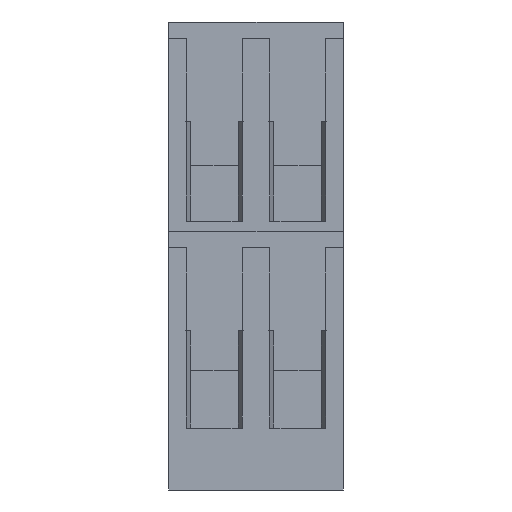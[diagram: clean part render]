
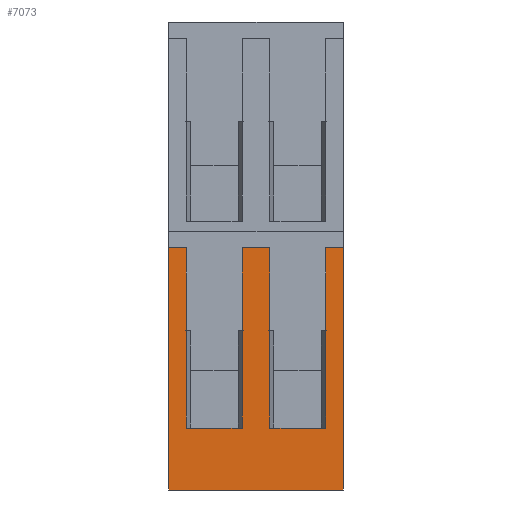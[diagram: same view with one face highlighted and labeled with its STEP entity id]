
A CAD part, left-side view. The second image highlights one B-rep face of the part: STEP entity #7073.
In plain terms, the highlighted planar face has unit normal (-1, 0, 0).
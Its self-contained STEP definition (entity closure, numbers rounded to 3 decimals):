
#191=FACE_OUTER_BOUND('',#597,.T.);
#597=EDGE_LOOP('',(#4957,#4958,#4959,#4960,#4961,#4962,#4963,#4964,#4965,
#4966,#4967,#4968,#4969,#4970,#4971,#4972));
#993=LINE('',#9838,#1964);
#1081=LINE('',#10035,#2052);
#1167=LINE('',#10206,#2138);
#1178=LINE('',#10229,#2149);
#1179=LINE('',#10230,#2150);
#1180=LINE('',#10232,#2151);
#1181=LINE('',#10234,#2152);
#1182=LINE('',#10236,#2153);
#1183=LINE('',#10238,#2154);
#1184=LINE('',#10240,#2155);
#1185=LINE('',#10242,#2156);
#1186=LINE('',#10244,#2157);
#1187=LINE('',#10246,#2158);
#1188=LINE('',#10248,#2159);
#1189=LINE('',#10250,#2160);
#1190=LINE('',#10251,#2161);
#1964=VECTOR('',#7915,21.9);
#2052=VECTOR('',#8089,21.9);
#2138=VECTOR('',#8211,15.8);
#2149=VECTOR('',#8234,7.5);
#2150=VECTOR('',#8235,1.6);
#2151=VECTOR('',#8236,1.6);
#2152=VECTOR('',#8237,7.5);
#2153=VECTOR('',#8238,8.8);
#2154=VECTOR('',#8239,5.05);
#2155=VECTOR('',#8240,8.8);
#2156=VECTOR('',#8241,7.5);
#2157=VECTOR('',#8242,2.5);
#2158=VECTOR('',#8243,7.5);
#2159=VECTOR('',#8244,8.8);
#2160=VECTOR('',#8245,5.05);
#2161=VECTOR('',#8246,8.8);
#2935=VERTEX_POINT('',#9835);
#2936=VERTEX_POINT('',#9837);
#3001=VERTEX_POINT('',#10032);
#3002=VERTEX_POINT('',#10034);
#3074=VERTEX_POINT('',#10227);
#3075=VERTEX_POINT('',#10228);
#3076=VERTEX_POINT('',#10231);
#3077=VERTEX_POINT('',#10233);
#3078=VERTEX_POINT('',#10235);
#3079=VERTEX_POINT('',#10237);
#3080=VERTEX_POINT('',#10239);
#3081=VERTEX_POINT('',#10241);
#3082=VERTEX_POINT('',#10243);
#3083=VERTEX_POINT('',#10245);
#3084=VERTEX_POINT('',#10247);
#3085=VERTEX_POINT('',#10249);
#3593=EDGE_CURVE('',#2936,#2935,#993,.T.);
#3689=EDGE_CURVE('',#3001,#3002,#1081,.T.);
#3775=EDGE_CURVE('',#2936,#3001,#1167,.T.);
#3786=EDGE_CURVE('',#3074,#3075,#1178,.T.);
#3787=EDGE_CURVE('',#3074,#3002,#1179,.T.);
#3788=EDGE_CURVE('',#2935,#3076,#1180,.T.);
#3789=EDGE_CURVE('',#3076,#3077,#1181,.T.);
#3790=EDGE_CURVE('',#3077,#3078,#1182,.T.);
#3791=EDGE_CURVE('',#3078,#3079,#1183,.T.);
#3792=EDGE_CURVE('',#3080,#3079,#1184,.T.);
#3793=EDGE_CURVE('',#3081,#3080,#1185,.T.);
#3794=EDGE_CURVE('',#3081,#3082,#1186,.T.);
#3795=EDGE_CURVE('',#3082,#3083,#1187,.T.);
#3796=EDGE_CURVE('',#3083,#3084,#1188,.T.);
#3797=EDGE_CURVE('',#3084,#3085,#1189,.T.);
#3798=EDGE_CURVE('',#3075,#3085,#1190,.T.);
#4957=ORIENTED_EDGE('',*,*,#3786,.F.);
#4958=ORIENTED_EDGE('',*,*,#3787,.T.);
#4959=ORIENTED_EDGE('',*,*,#3689,.F.);
#4960=ORIENTED_EDGE('',*,*,#3775,.F.);
#4961=ORIENTED_EDGE('',*,*,#3593,.T.);
#4962=ORIENTED_EDGE('',*,*,#3788,.T.);
#4963=ORIENTED_EDGE('',*,*,#3789,.T.);
#4964=ORIENTED_EDGE('',*,*,#3790,.T.);
#4965=ORIENTED_EDGE('',*,*,#3791,.T.);
#4966=ORIENTED_EDGE('',*,*,#3792,.F.);
#4967=ORIENTED_EDGE('',*,*,#3793,.F.);
#4968=ORIENTED_EDGE('',*,*,#3794,.T.);
#4969=ORIENTED_EDGE('',*,*,#3795,.T.);
#4970=ORIENTED_EDGE('',*,*,#3796,.T.);
#4971=ORIENTED_EDGE('',*,*,#3797,.T.);
#4972=ORIENTED_EDGE('',*,*,#3798,.F.);
#6698=PLANE('',#7483);
#7073=ADVANCED_FACE('',(#191),#6698,.T.);
#7483=AXIS2_PLACEMENT_3D('',#10226,#8232,#8233);
#7915=DIRECTION('',(0.,0.,1.));
#8089=DIRECTION('',(0.,0.,1.));
#8211=DIRECTION('',(0.,1.,0.));
#8232=DIRECTION('center_axis',(-1.,0.,0.));
#8233=DIRECTION('ref_axis',(0.,0.,1.));
#8234=DIRECTION('',(0.,0.,-1.));
#8235=DIRECTION('',(0.,1.,0.));
#8236=DIRECTION('',(0.,1.,0.));
#8237=DIRECTION('',(0.,0.,-1.));
#8238=DIRECTION('',(0.,0.,-1.));
#8239=DIRECTION('',(0.,1.,0.));
#8240=DIRECTION('',(0.,0.,-1.));
#8241=DIRECTION('',(0.,0.,-1.));
#8242=DIRECTION('',(0.,1.,0.));
#8243=DIRECTION('',(0.,0.,-1.));
#8244=DIRECTION('',(0.,0.,-1.));
#8245=DIRECTION('',(0.,1.,0.));
#8246=DIRECTION('',(0.,0.,-1.));
#9835=CARTESIAN_POINT('',(-38.5,-7.9,-8.15));
#9837=CARTESIAN_POINT('',(-38.5,-7.9,-30.05));
#9838=CARTESIAN_POINT('',(-38.5,-7.9,-30.05));
#10032=CARTESIAN_POINT('',(-38.5,7.9,-30.05));
#10034=CARTESIAN_POINT('',(-38.5,7.9,-8.15));
#10035=CARTESIAN_POINT('',(-38.5,7.9,-30.05));
#10206=CARTESIAN_POINT('',(-38.5,-7.9,-30.05));
#10226=CARTESIAN_POINT('Origin',(-38.5,-7.9,-30.05));
#10227=CARTESIAN_POINT('',(-38.5,6.3,-8.15));
#10228=CARTESIAN_POINT('',(-38.5,6.3,-15.65));
#10229=CARTESIAN_POINT('',(-38.5,6.3,-8.15));
#10230=CARTESIAN_POINT('',(-38.5,6.3,-8.15));
#10231=CARTESIAN_POINT('',(-38.5,-6.3,-8.15));
#10232=CARTESIAN_POINT('',(-38.5,-7.9,-8.15));
#10233=CARTESIAN_POINT('',(-38.5,-6.3,-15.65));
#10234=CARTESIAN_POINT('',(-38.5,-6.3,-8.15));
#10235=CARTESIAN_POINT('',(-38.5,-6.3,-24.45));
#10236=CARTESIAN_POINT('',(-38.5,-6.3,-15.65));
#10237=CARTESIAN_POINT('',(-38.5,-1.25,-24.45));
#10238=CARTESIAN_POINT('',(-38.5,-6.3,-24.45));
#10239=CARTESIAN_POINT('',(-38.5,-1.25,-15.65));
#10240=CARTESIAN_POINT('',(-38.5,-1.25,-15.65));
#10241=CARTESIAN_POINT('',(-38.5,-1.25,-8.15));
#10242=CARTESIAN_POINT('',(-38.5,-1.25,-8.15));
#10243=CARTESIAN_POINT('',(-38.5,1.25,-8.15));
#10244=CARTESIAN_POINT('',(-38.5,-1.25,-8.15));
#10245=CARTESIAN_POINT('',(-38.5,1.25,-15.65));
#10246=CARTESIAN_POINT('',(-38.5,1.25,-8.15));
#10247=CARTESIAN_POINT('',(-38.5,1.25,-24.45));
#10248=CARTESIAN_POINT('',(-38.5,1.25,-15.65));
#10249=CARTESIAN_POINT('',(-38.5,6.3,-24.45));
#10250=CARTESIAN_POINT('',(-38.5,1.25,-24.45));
#10251=CARTESIAN_POINT('',(-38.5,6.3,-15.65));
